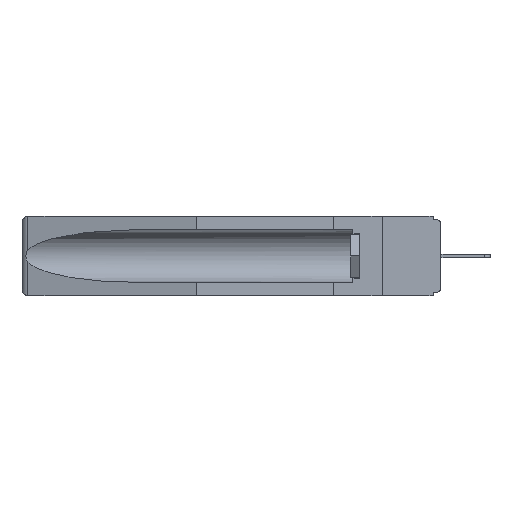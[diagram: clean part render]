
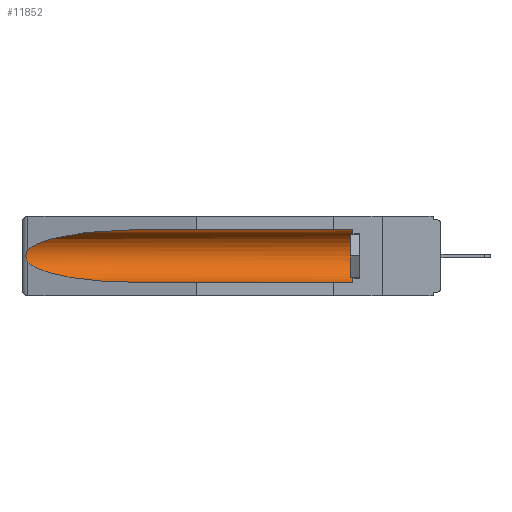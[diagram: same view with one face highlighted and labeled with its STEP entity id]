
A CAD part, left-side view. The second image highlights one B-rep face of the part: STEP entity #11852.
In plain terms, the highlighted cylindrical face has radius 2.857 mm (diameter 5.715 mm), a partial arc.
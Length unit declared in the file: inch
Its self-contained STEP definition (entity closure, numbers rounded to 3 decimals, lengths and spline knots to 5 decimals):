
#9 = CARTESIAN_POINT ( 'NONE',  ( 0.26537, 1.52718, -0.14972 ) ) ;
#27 = VERTEX_POINT ( 'NONE', #5067 ) ;
#599 = CARTESIAN_POINT ( 'NONE',  ( 0.25451, 1.48313, -0.24835 ) ) ;
#1550 = ORIENTED_EDGE ( 'NONE', *, *, #13955, .T. ) ;
#1973 = ORIENTED_EDGE ( 'NONE', *, *, #10058, .T. ) ;
#2218 = CARTESIAN_POINT ( 'NONE',  ( 0.26537, 1.52718, -0.19328 ) ) ;
#3285 = CARTESIAN_POINT ( 'NONE',  ( 0.21114, 1.30732, -0.059 ) ) ;
#3377 = EDGE_CURVE ( 'NONE', #7488, #5304, #3553, .T. ) ;
#3553 = LINE ( 'NONE', #20939, #7903 ) ;
#3724 = CARTESIAN_POINT ( 'NONE',  ( 0.25451, 1.48313, -0.09465 ) ) ;
#4060 = CARTESIAN_POINT ( 'NONE',  ( 0.2675, 1.53308, -0.17534 ) ) ;
#5067 = CARTESIAN_POINT ( 'NONE',  ( 0.26537, 1.52718, -0.14972 ) ) ;
#5304 = VERTEX_POINT ( 'NONE', #14768 ) ;
#5483 = DIRECTION ( 'NONE',  ( 0., 1., 0. ) ) ;
#5618 =( BOUNDED_CURVE ( )  B_SPLINE_CURVE ( 3, ( #16393, #599, #19894, #6256 ),
 .UNSPECIFIED., .F., .T. ) 
 B_SPLINE_CURVE_WITH_KNOTS ( ( 4, 4 ),
 ( 0.1948, 1.5708 ),
 .UNSPECIFIED. ) 
 CURVE ( )  GEOMETRIC_REPRESENTATION_ITEM ( )  RATIONAL_B_SPLINE_CURVE ( ( 1., 0.848, 0.848, 1. ) ) 
 REPRESENTATION_ITEM ( '' )  );
#5818 = EDGE_CURVE ( 'NONE', #12028, #7488, #21051, .T. ) ;
#5866 = CARTESIAN_POINT ( 'NONE',  ( 0.26537, 1.52718, -0.19328 ) ) ;
#6256 = CARTESIAN_POINT ( 'NONE',  ( 0.155, 1.07973, -0.284 ) ) ;
#6459 = EDGE_CURVE ( 'NONE', #12028, #17835, #8726, .T. ) ;
#6674 = FACE_OUTER_BOUND ( 'NONE', #11316, .T. ) ;
#6906 = VERTEX_POINT ( 'NONE', #2218 ) ;
#7352 = VECTOR ( 'NONE', #18967, 39.37008 ) ;
#7370 = AXIS2_PLACEMENT_3D ( 'NONE', #9441, #18451, #19924 ) ;
#7488 = VERTEX_POINT ( 'NONE', #21819 ) ;
#7677 = CARTESIAN_POINT ( 'NONE',  ( 0.26655, 1.53094, -0.18657 ) ) ;
#7903 = VECTOR ( 'NONE', #5483, 39.37008 ) ;
#7970 = ORIENTED_EDGE ( 'NONE', *, *, #5818, .T. ) ;
#8192 = EDGE_CURVE ( 'NONE', #27, #6906, #9440, .T. ) ;
#8258 = CARTESIAN_POINT ( 'NONE',  ( 0.155, 1.07973, -0.284 ) ) ;
#8726 = LINE ( 'NONE', #8835, #7352 ) ;
#8835 = CARTESIAN_POINT ( 'NONE',  ( 0.155, -0.30754, -0.284 ) ) ;
#8945 = ORIENTED_EDGE ( 'NONE', *, *, #6459, .F. ) ;
#9362 = CARTESIAN_POINT ( 'NONE',  ( 0.2675, 1.53308, -0.16763 ) ) ;
#9440 = B_SPLINE_CURVE_WITH_KNOTS ( 'NONE', 3,
 ( #19278, #18043, #16567, #14773, #9362, #4060, #11047, #7677, #12612, #5866 ),
 .UNSPECIFIED., .F., .F.,
 ( 4, 2, 2, 2, 4 ),
 ( 0., 0.00029, 0.00058, 0.00087, 0.00117 ),
 .UNSPECIFIED. ) ;
#9441 = CARTESIAN_POINT ( 'NONE',  ( 0.155, 0.126, -0.1715 ) ) ;
#10032 = CARTESIAN_POINT ( 'NONE',  ( 0.155, -0.30754, -0.1715 ) ) ;
#10058 = EDGE_CURVE ( 'NONE', #6906, #17835, #5618, .T. ) ;
#10226 =( BOUNDED_CURVE ( )  B_SPLINE_CURVE ( 3, ( #20447, #3285, #3724, #9 ),
 .UNSPECIFIED., .F., .T. ) 
 B_SPLINE_CURVE_WITH_KNOTS ( ( 4, 4 ),
 ( 4.71239, 6.08839 ),
 .UNSPECIFIED. ) 
 CURVE ( )  GEOMETRIC_REPRESENTATION_ITEM ( )  RATIONAL_B_SPLINE_CURVE ( ( 1., 0.848, 0.848, 1. ) ) 
 REPRESENTATION_ITEM ( '' )  );
#11047 = CARTESIAN_POINT ( 'NONE',  ( 0.2673, 1.53269, -0.17917 ) ) ;
#11316 = EDGE_LOOP ( 'NONE', ( #1550, #13966, #1973, #8945, #7970, #12144 ) ) ;
#11852 = ADVANCED_FACE ( 'NONE', ( #6674 ), #20543, .F. ) ;
#12028 = VERTEX_POINT ( 'NONE', #19274 ) ;
#12144 = ORIENTED_EDGE ( 'NONE', *, *, #3377, .T. ) ;
#12612 = CARTESIAN_POINT ( 'NONE',  ( 0.26597, 1.5296, -0.19026 ) ) ;
#13955 = EDGE_CURVE ( 'NONE', #5304, #27, #10226, .T. ) ;
#13966 = ORIENTED_EDGE ( 'NONE', *, *, #8192, .T. ) ;
#14768 = CARTESIAN_POINT ( 'NONE',  ( 0.155, 1.07973, -0.059 ) ) ;
#14773 = CARTESIAN_POINT ( 'NONE',  ( 0.2673, 1.5327, -0.16383 ) ) ;
#16393 = CARTESIAN_POINT ( 'NONE',  ( 0.26537, 1.52718, -0.19328 ) ) ;
#16567 = CARTESIAN_POINT ( 'NONE',  ( 0.26654, 1.53092, -0.15636 ) ) ;
#16814 = DIRECTION ( 'NONE',  ( 0., 1., 0. ) ) ;
#16927 = AXIS2_PLACEMENT_3D ( 'NONE', #10032, #16814, #21893 ) ;
#17835 = VERTEX_POINT ( 'NONE', #8258 ) ;
#18043 = CARTESIAN_POINT ( 'NONE',  ( 0.26597, 1.52961, -0.15275 ) ) ;
#18451 = DIRECTION ( 'NONE',  ( 0., -1., 0. ) ) ;
#18967 = DIRECTION ( 'NONE',  ( 0., 1., 0. ) ) ;
#19274 = CARTESIAN_POINT ( 'NONE',  ( 0.155, 0.126, -0.284 ) ) ;
#19278 = CARTESIAN_POINT ( 'NONE',  ( 0.26537, 1.52718, -0.14972 ) ) ;
#19894 = CARTESIAN_POINT ( 'NONE',  ( 0.21114, 1.30732, -0.284 ) ) ;
#19924 = DIRECTION ( 'NONE',  ( 0., 0., 1. ) ) ;
#20447 = CARTESIAN_POINT ( 'NONE',  ( 0.155, 1.07973, -0.059 ) ) ;
#20543 = CYLINDRICAL_SURFACE ( 'NONE', #16927, 0.1125 ) ;
#20939 = CARTESIAN_POINT ( 'NONE',  ( 0.155, -0.30754, -0.059 ) ) ;
#21051 = CIRCLE ( 'NONE', #7370, 0.1125 ) ;
#21819 = CARTESIAN_POINT ( 'NONE',  ( 0.155, 0.126, -0.059 ) ) ;
#21893 = DIRECTION ( 'NONE',  ( 0., 0., 1. ) ) ;
